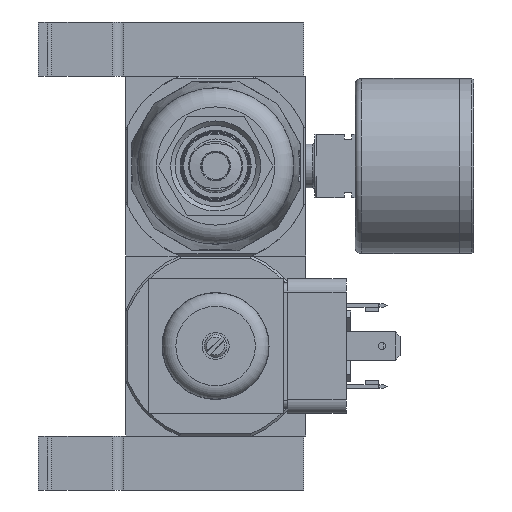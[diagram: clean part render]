
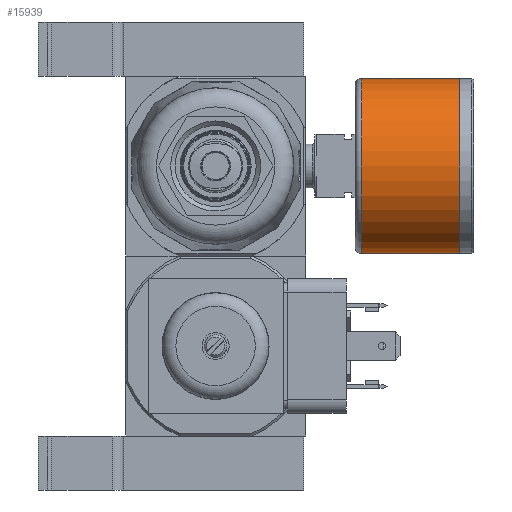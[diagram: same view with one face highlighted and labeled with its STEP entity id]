
A CAD part, front view. The second image highlights one B-rep face of the part: STEP entity #15939.
In plain terms, the highlighted cylindrical face has radius 19.5 mm (diameter 39 mm), a full revolution.
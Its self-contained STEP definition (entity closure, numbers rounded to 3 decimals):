
#574=CYLINDRICAL_SURFACE('',#22059,19.5);
#1238=CIRCLE('',#22058,19.5);
#1239=CIRCLE('',#22060,19.5);
#3897=ORIENTED_EDGE('',*,*,#7180,.F.);
#3898=ORIENTED_EDGE('',*,*,#7181,.T.);
#7180=EDGE_CURVE('',#9043,#9043,#1238,.T.);
#7181=EDGE_CURVE('',#9044,#9044,#1239,.T.);
#9043=VERTEX_POINT('',#30813);
#9044=VERTEX_POINT('',#30816);
#12854=EDGE_LOOP('',(#3897));
#12855=EDGE_LOOP('',(#3898));
#14193=FACE_BOUND('',#12854,.T.);
#14194=FACE_BOUND('',#12855,.T.);
#15939=ADVANCED_FACE('',(#14193,#14194),#574,.T.);
#22058=AXIS2_PLACEMENT_3D('',#30812,#25401,#25402);
#22059=AXIS2_PLACEMENT_3D('',#30814,#25403,#25404);
#22060=AXIS2_PLACEMENT_3D('',#30815,#25405,#25406);
#25401=DIRECTION('',(1.,0.,0.));
#25402=DIRECTION('',(0.,0.,-1.));
#25403=DIRECTION('',(1.,0.,0.));
#25404=DIRECTION('',(0.,0.,-1.));
#25405=DIRECTION('',(1.,0.,0.));
#25406=DIRECTION('',(0.,0.,-1.));
#30812=CARTESIAN_POINT('',(-3.2,0.,0.));
#30813=CARTESIAN_POINT('',(-3.2,0.,-19.5));
#30814=CARTESIAN_POINT('',(0.,0.,0.));
#30815=CARTESIAN_POINT('',(-24.85,0.,0.));
#30816=CARTESIAN_POINT('',(-24.85,0.,-19.5));
